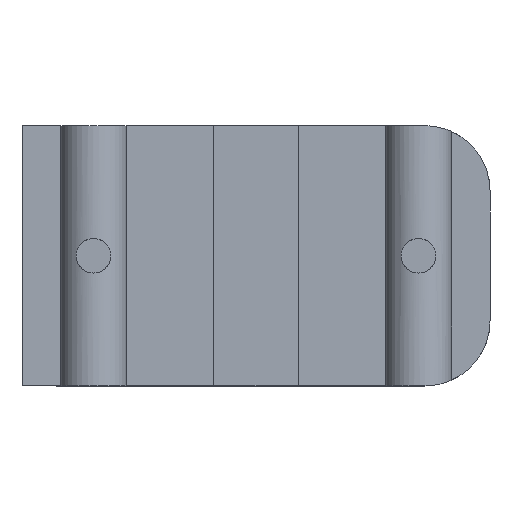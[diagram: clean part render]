
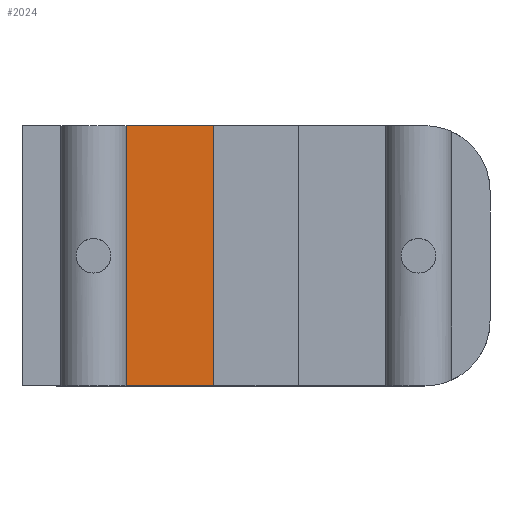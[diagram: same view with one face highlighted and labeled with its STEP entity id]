
A CAD part, front view. The second image highlights one B-rep face of the part: STEP entity #2024.
In plain terms, the highlighted planar face has unit normal (0, -1, 0).
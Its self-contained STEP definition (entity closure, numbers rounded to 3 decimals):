
#16 = FACE_OUTER_BOUND ( 'NONE', #1935, .T. ) ;
#372 = CARTESIAN_POINT ( 'NONE',  ( 1.61, 0., 0. ) ) ;
#701 = VERTEX_POINT ( 'NONE', #2878 ) ;
#794 = PLANE ( 'NONE',  #2129 ) ;
#896 = LINE ( 'NONE', #2765, #2526 ) ;
#1110 = VERTEX_POINT ( 'NONE', #372 ) ;
#1224 = ORIENTED_EDGE ( 'NONE', *, *, #1878, .F. ) ;
#1276 = CARTESIAN_POINT ( 'NONE',  ( 1.61, 0., 4. ) ) ;
#1362 = VECTOR ( 'NONE', #3222, 1000. ) ;
#1370 = CARTESIAN_POINT ( 'NONE',  ( 1.61, 0., 4. ) ) ;
#1403 = VERTEX_POINT ( 'NONE', #1370 ) ;
#1447 = LINE ( 'NONE', #1276, #1362 ) ;
#1583 = LINE ( 'NONE', #2650, #2110 ) ;
#1608 = DIRECTION ( 'NONE',  ( 1., 0., 0. ) ) ;
#1625 = DIRECTION ( 'NONE',  ( 0., 0., -1. ) ) ;
#1667 = DIRECTION ( 'NONE',  ( 0., 0., 1. ) ) ;
#1725 = CARTESIAN_POINT ( 'NONE',  ( 2.95, 0., 4. ) ) ;
#1744 = ORIENTED_EDGE ( 'NONE', *, *, #1780, .F. ) ;
#1780 = EDGE_CURVE ( 'NONE', #1403, #1992, #1447, .T. ) ;
#1878 = EDGE_CURVE ( 'NONE', #1992, #701, #1583, .T. ) ;
#1930 = VECTOR ( 'NONE', #1608, 1000. ) ;
#1935 = EDGE_LOOP ( 'NONE', ( #3442, #1224, #1744, #3489 ) ) ;
#1992 = VERTEX_POINT ( 'NONE', #1725 ) ;
#2024 = ADVANCED_FACE ( 'NONE', ( #16 ), #794, .F. ) ;
#2083 = EDGE_CURVE ( 'NONE', #1403, #1110, #896, .T. ) ;
#2110 = VECTOR ( 'NONE', #1625, 1000. ) ;
#2129 = AXIS2_PLACEMENT_3D ( 'NONE', #3651, #3634, #1667 ) ;
#2190 = EDGE_CURVE ( 'NONE', #1110, #701, #2940, .T. ) ;
#2526 = VECTOR ( 'NONE', #3042, 1000. ) ;
#2650 = CARTESIAN_POINT ( 'NONE',  ( 2.95, 0., 4. ) ) ;
#2765 = CARTESIAN_POINT ( 'NONE',  ( 1.61, 0., 4. ) ) ;
#2878 = CARTESIAN_POINT ( 'NONE',  ( 2.95, 0., 0. ) ) ;
#2940 = LINE ( 'NONE', #3025, #1930 ) ;
#3025 = CARTESIAN_POINT ( 'NONE',  ( 1.61, 0., 0. ) ) ;
#3042 = DIRECTION ( 'NONE',  ( 0., 0., -1. ) ) ;
#3222 = DIRECTION ( 'NONE',  ( 1., 0., 0. ) ) ;
#3442 = ORIENTED_EDGE ( 'NONE', *, *, #2190, .T. ) ;
#3489 = ORIENTED_EDGE ( 'NONE', *, *, #2083, .T. ) ;
#3634 = DIRECTION ( 'NONE',  ( 0., 1., 0. ) ) ;
#3651 = CARTESIAN_POINT ( 'NONE',  ( 1.61, 0., 4. ) ) ;
